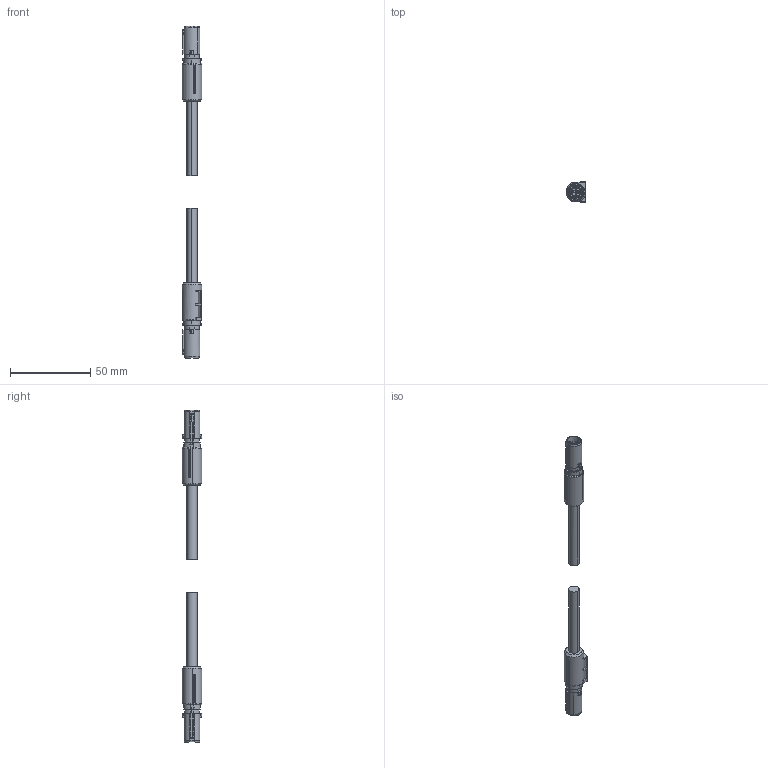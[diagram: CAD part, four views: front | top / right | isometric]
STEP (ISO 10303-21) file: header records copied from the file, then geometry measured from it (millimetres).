
FILE_DESCRIPTION(('CATIA V5 STEP Exchange','CAx-IF Rec.Pracs.--- Model Styling and Organization---1.4--- 2014-01-23'),'2;1');
FILE_NAME ('737387-3_1_2659970050_2659970050.stp','2020-02-19T06:52:10+00:00',('none'),('Weidmueller'),'CATIA Version 5-6 Release 2016 SP3 HF44','CATIA V5 STEP AP214','none');
FILE_SCHEMA(('AUTOMOTIVE_DESIGN { 1 0 10303 214 1 1 1 1 }'));
Length unit declared in the file: millimetre
Products named in the file (1): 2659970050
Bounding box: 12.41 x 12.47 x 207.25 mm (x, y, z)
Volume: 11513.7 mm3; surface area: 7369.8 mm2
Topology: 22 solids, 22 shells, 794 faces, 1988 edges, 1186 vertices
Faces by surface type: plane 274, cylinder 198, bspline 108, cone 90, sphere 72, torus 52
Entity records: 24713 total; most frequent: CARTESIAN_POINT 8432, ORIENTED_EDGE 3824, DIRECTION 2532, EDGE_CURVE 1912, VERTEX_POINT 1186, AXIS2_PLACEMENT_3D 1172, EDGE_LOOP 818, ADVANCED_FACE 794
